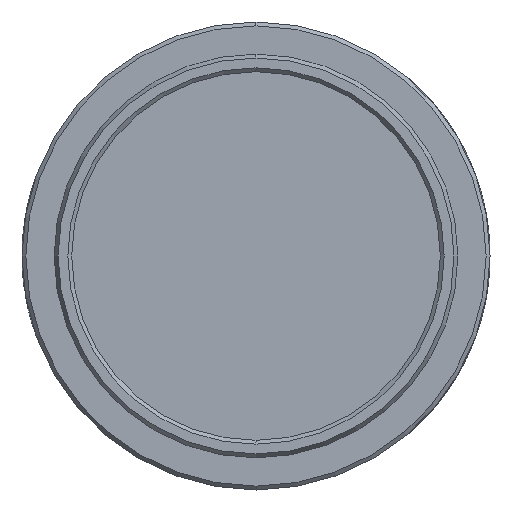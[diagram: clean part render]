
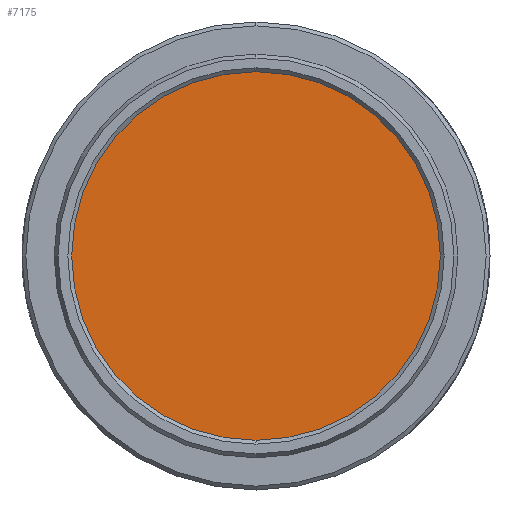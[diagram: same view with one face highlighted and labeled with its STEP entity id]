
A CAD part, left-side view. The second image highlights one B-rep face of the part: STEP entity #7175.
In plain terms, the highlighted planar face has unit normal (-1, 0, 0).
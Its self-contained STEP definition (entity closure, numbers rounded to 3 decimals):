
#412 = DIRECTION ( 'NONE',  ( 1., 0., 0. ) ) ;
#714 = CIRCLE ( 'NONE', #3585, 12.7 ) ;
#716 = VERTEX_POINT ( 'NONE', #5255 ) ;
#1244 = AXIS2_PLACEMENT_3D ( 'NONE', #3523, #4678, #3628 ) ;
#2320 = CARTESIAN_POINT ( 'NONE',  ( -7.62, 0.06, 12.7 ) ) ;
#3523 = CARTESIAN_POINT ( 'NONE',  ( -7.62, 0., 0. ) ) ;
#3585 = AXIS2_PLACEMENT_3D ( 'NONE', #14809, #412, #8959 ) ;
#3628 = DIRECTION ( 'NONE',  ( 0., -0.005, -1. ) ) ;
#3869 = AXIS2_PLACEMENT_3D ( 'NONE', #11801, #14370, #14217 ) ;
#4678 = DIRECTION ( 'NONE',  ( 1., 0., 0. ) ) ;
#4908 = EDGE_CURVE ( 'NONE', #716, #14127, #714, .T. ) ;
#5255 = CARTESIAN_POINT ( 'NONE',  ( -7.62, -0.06, -12.7 ) ) ;
#7053 = PLANE ( 'NONE',  #1244 ) ;
#7175 = ADVANCED_FACE ( 'NONE', ( #9922 ), #7053, .F. ) ;
#8959 = DIRECTION ( 'NONE',  ( 0., -0.005, -1. ) ) ;
#9922 = FACE_OUTER_BOUND ( 'NONE', #12920, .T. ) ;
#11801 = CARTESIAN_POINT ( 'NONE',  ( -7.62, 0., 0. ) ) ;
#12578 = ORIENTED_EDGE ( 'NONE', *, *, #13079, .F. ) ;
#12920 = EDGE_LOOP ( 'NONE', ( #14163, #12578 ) ) ;
#13079 = EDGE_CURVE ( 'NONE', #14127, #716, #13439, .T. ) ;
#13439 = CIRCLE ( 'NONE', #3869, 12.7 ) ;
#14127 = VERTEX_POINT ( 'NONE', #2320 ) ;
#14163 = ORIENTED_EDGE ( 'NONE', *, *, #4908, .F. ) ;
#14217 = DIRECTION ( 'NONE',  ( 0., -0.005, -1. ) ) ;
#14370 = DIRECTION ( 'NONE',  ( 1., 0., 0. ) ) ;
#14809 = CARTESIAN_POINT ( 'NONE',  ( -7.62, 0., 0. ) ) ;
